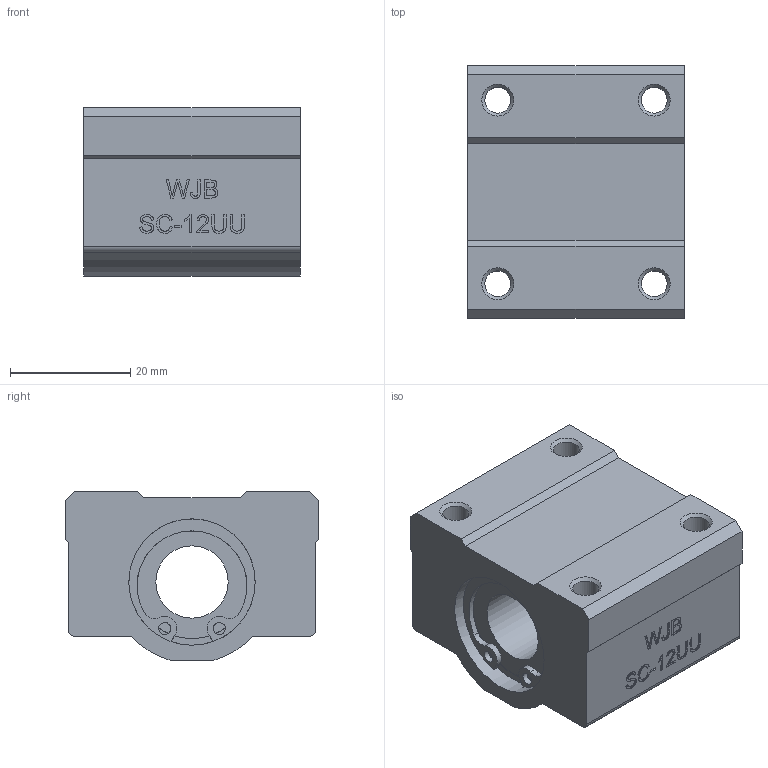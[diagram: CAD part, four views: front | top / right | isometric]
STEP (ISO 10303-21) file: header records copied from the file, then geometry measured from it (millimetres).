
FILE_DESCRIPTION(/* description */ (''),/* implementation_level */ '2;1');
FILE_NAME(/* name */ 'WJB-SC12UU.stp',/* time_stamp */ '2018-11-25T22:13:45+08:00',/* author */ (''),/* organization */ (''),/* preprocessor_version */ 'ST-DEVELOPER v11',/* originating_system */ 'SIEMENS UGS NX 6.0',/* authorisation */ '');
FILE_SCHEMA (('CONFIG_CONTROL_DESIGN'));
Length unit declared in the file: millimetre
Products named in the file (1): WJB-SC12UU
Bounding box: 36 x 42 x 28 mm (x, y, z)
Volume: 30542.4 mm3; surface area: 9937.1 mm2
Topology: 3 solids, 3 shells, 241 faces, 619 edges, 406 vertices
Faces by surface type: plane 142, extrusion 64, cylinder 31, cone 4
Full cylindrical faces by diameter (mm): 2 x4, 4.3 x4, 12 x1, 18.8 x2, 20 x2, 21 x4
Entity records: 9024 total; most frequent: CARTESIAN_POINT 3502, ORIENTED_EDGE 1172, DIRECTION 904, EDGE_CURVE 586, VERTEX_POINT 394, VECTOR 352, EDGE_LOOP 306, LINE 288
